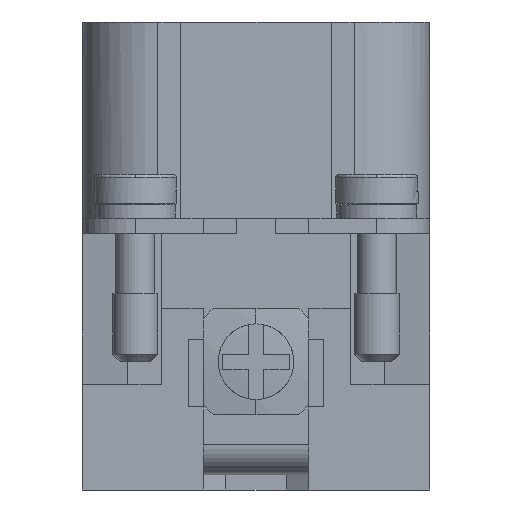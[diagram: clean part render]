
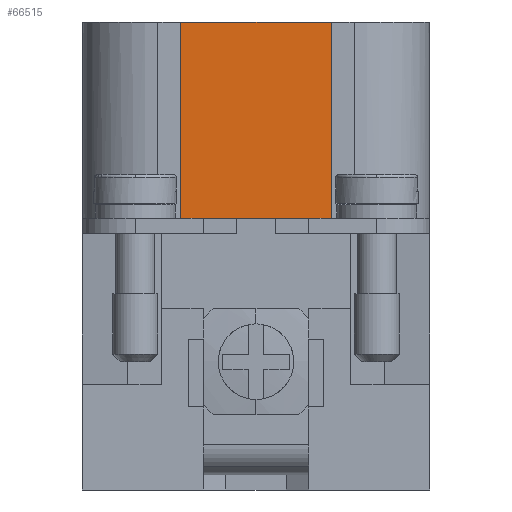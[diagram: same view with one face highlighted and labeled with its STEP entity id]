
A CAD part, left-side view. The second image highlights one B-rep face of the part: STEP entity #66515.
In plain terms, the highlighted planar face has unit normal (-1, 0, 0).
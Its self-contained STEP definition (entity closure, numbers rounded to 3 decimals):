
#52270=CARTESIAN_POINT('',(-36.0,-3.5,0.0));
#52271=VERTEX_POINT('',#52270);
#52294=CARTESIAN_POINT('',(-36.0,-5.0,0.0));
#52295=VERTEX_POINT('',#52294);
#52296=CARTESIAN_POINT('',(-36.0,-3.5,0.0));
#52297=DIRECTION('',(0.0,-1.0,0.0));
#52298=VECTOR('',#52297,1.5);
#52299=LINE('',#52296,#52298);
#52300=EDGE_CURVE('',#52271,#52295,#52299,.T.);
#52342=CARTESIAN_POINT('',(-36.0,5.0,0.0));
#52343=VERTEX_POINT('',#52342);
#52344=CARTESIAN_POINT('',(-36.0,3.5,0.0));
#52345=VERTEX_POINT('',#52344);
#52346=CARTESIAN_POINT('',(-36.0,5.0,0.0));
#52347=DIRECTION('',(0.0,-1.0,0.0));
#52348=VECTOR('',#52347,1.5);
#52349=LINE('',#52346,#52348);
#52350=EDGE_CURVE('',#52343,#52345,#52349,.T.);
#65909=CARTESIAN_POINT('',(-36.0,3.5,0.0));
#65910=DIRECTION('',(0.0,-1.0,0.0));
#65911=VECTOR('',#65910,7.0);
#65912=LINE('',#65909,#65911);
#65913=EDGE_CURVE('',#52345,#52271,#65912,.T.);
#66483=CARTESIAN_POINT('',(-36.0,-5.0,0.0));
#66484=DIRECTION('',(-1.0,0.0,0.0));
#66485=DIRECTION('',(0.0,0.0,1.0));
#66486=AXIS2_PLACEMENT_3D('',#66483,#66484,#66485);
#66487=PLANE('',#66486);
#66488=CARTESIAN_POINT('',(-36.0,-5.0,13.0));
#66489=VERTEX_POINT('',#66488);
#66490=CARTESIAN_POINT('',(-36.0,5.0,13.0));
#66491=VERTEX_POINT('',#66490);
#66492=CARTESIAN_POINT('',(-36.0,-5.0,13.0));
#66493=DIRECTION('',(0.0,1.0,0.0));
#66494=VECTOR('',#66493,10.0);
#66495=LINE('',#66492,#66494);
#66496=EDGE_CURVE('',#66489,#66491,#66495,.T.);
#66497=ORIENTED_EDGE('',*,*,#66496,.T.);
#66498=CARTESIAN_POINT('',(-36.0,5.0,0.0));
#66499=DIRECTION('',(0.0,0.0,1.0));
#66500=VECTOR('',#66499,13.0);
#66501=LINE('',#66498,#66500);
#66502=EDGE_CURVE('',#52343,#66491,#66501,.T.);
#66503=ORIENTED_EDGE('',*,*,#66502,.F.);
#66504=ORIENTED_EDGE('',*,*,#52350,.T.);
#66505=ORIENTED_EDGE('',*,*,#65913,.T.);
#66506=ORIENTED_EDGE('',*,*,#52300,.T.);
#66507=CARTESIAN_POINT('',(-36.0,-5.0,0.0));
#66508=DIRECTION('',(0.0,0.0,1.0));
#66509=VECTOR('',#66508,13.0);
#66510=LINE('',#66507,#66509);
#66511=EDGE_CURVE('',#52295,#66489,#66510,.T.);
#66512=ORIENTED_EDGE('',*,*,#66511,.T.);
#66513=EDGE_LOOP('',(#66497,#66503,#66504,#66505,#66506,#66512));
#66514=FACE_OUTER_BOUND('',#66513,.T.);
#66515=ADVANCED_FACE('',(#66514),#66487,.T.);
